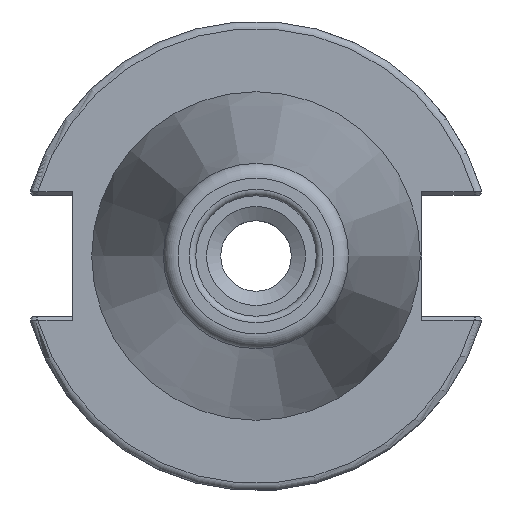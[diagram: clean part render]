
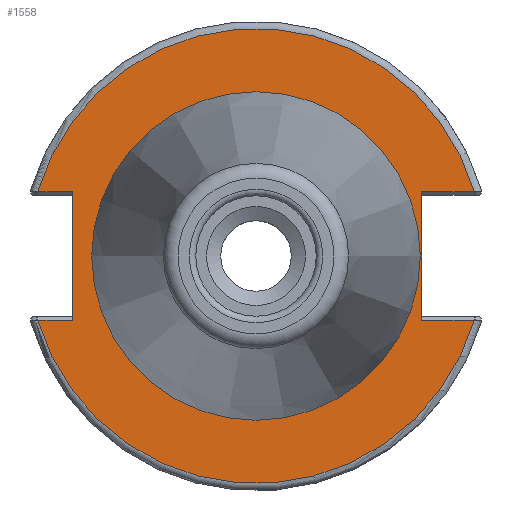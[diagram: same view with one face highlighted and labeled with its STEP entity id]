
A CAD part, left-side view. The second image highlights one B-rep face of the part: STEP entity #1558.
In plain terms, the highlighted planar face has unit normal (-1, 0, 0).
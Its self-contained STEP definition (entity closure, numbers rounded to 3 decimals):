
#65=FACE_BOUND('',#310,.T.);
#74=PLANE('',#1699);
#137=CIRCLE('',#1698,30.775);
#138=CIRCLE('',#1700,30.775);
#139=CIRCLE('',#1701,22.225);
#140=CIRCLE('',#1702,22.225);
#218=FACE_OUTER_BOUND('',#309,.T.);
#309=EDGE_LOOP('',(#1150,#1151,#1152,#1153,#1154,#1155,#1156,#1157));
#310=EDGE_LOOP('',(#1158,#1159));
#396=LINE('',#2485,#495);
#398=LINE('',#2553,#497);
#399=LINE('',#2555,#498);
#400=LINE('',#2559,#499);
#401=LINE('',#2561,#500);
#402=LINE('',#2562,#501);
#495=VECTOR('',#1913,10.);
#497=VECTOR('',#1931,10.);
#498=VECTOR('',#1932,10.);
#499=VECTOR('',#1935,10.);
#500=VECTOR('',#1936,10.);
#501=VECTOR('',#1937,10.);
#662=VERTEX_POINT('',#2478);
#665=VERTEX_POINT('',#2483);
#671=VERTEX_POINT('',#2531);
#673=VERTEX_POINT('',#2552);
#674=VERTEX_POINT('',#2554);
#675=VERTEX_POINT('',#2556);
#676=VERTEX_POINT('',#2558);
#677=VERTEX_POINT('',#2560);
#678=VERTEX_POINT('',#2563);
#679=VERTEX_POINT('',#2564);
#842=EDGE_CURVE('',#665,#662,#396,.T.);
#852=EDGE_CURVE('',#662,#671,#137,.T.);
#855=EDGE_CURVE('',#665,#673,#398,.T.);
#856=EDGE_CURVE('',#674,#673,#399,.T.);
#857=EDGE_CURVE('',#675,#674,#138,.T.);
#858=EDGE_CURVE('',#676,#675,#400,.T.);
#859=EDGE_CURVE('',#676,#677,#401,.T.);
#860=EDGE_CURVE('',#671,#677,#402,.T.);
#861=EDGE_CURVE('',#678,#679,#139,.T.);
#862=EDGE_CURVE('',#679,#678,#140,.T.);
#1150=ORIENTED_EDGE('',*,*,#842,.F.);
#1151=ORIENTED_EDGE('',*,*,#855,.T.);
#1152=ORIENTED_EDGE('',*,*,#856,.F.);
#1153=ORIENTED_EDGE('',*,*,#857,.F.);
#1154=ORIENTED_EDGE('',*,*,#858,.F.);
#1155=ORIENTED_EDGE('',*,*,#859,.T.);
#1156=ORIENTED_EDGE('',*,*,#860,.F.);
#1157=ORIENTED_EDGE('',*,*,#852,.F.);
#1158=ORIENTED_EDGE('',*,*,#861,.T.);
#1159=ORIENTED_EDGE('',*,*,#862,.T.);
#1558=ADVANCED_FACE('',(#218,#65),#74,.T.);
#1698=AXIS2_PLACEMENT_3D('',#2532,#1927,#1928);
#1699=AXIS2_PLACEMENT_3D('',#2551,#1929,#1930);
#1700=AXIS2_PLACEMENT_3D('',#2557,#1933,#1934);
#1701=AXIS2_PLACEMENT_3D('',#2565,#1938,#1939);
#1702=AXIS2_PLACEMENT_3D('',#2566,#1940,#1941);
#1913=DIRECTION('',(0.,-1.,0.));
#1927=DIRECTION('center_axis',(1.,0.,0.));
#1928=DIRECTION('ref_axis',(0.,0.,-1.));
#1929=DIRECTION('center_axis',(-1.,0.,0.));
#1930=DIRECTION('ref_axis',(0.,0.,1.));
#1931=DIRECTION('',(0.,0.,1.));
#1932=DIRECTION('',(0.,1.,0.));
#1933=DIRECTION('center_axis',(1.,0.,0.));
#1934=DIRECTION('ref_axis',(0.,0.,-1.));
#1935=DIRECTION('',(0.,1.,0.));
#1936=DIRECTION('',(0.,0.,-1.));
#1937=DIRECTION('',(0.,-1.,0.));
#1938=DIRECTION('center_axis',(1.,0.,0.));
#1939=DIRECTION('ref_axis',(0.,0.,-1.));
#1940=DIRECTION('center_axis',(1.,0.,0.));
#1941=DIRECTION('ref_axis',(0.,0.,-1.));
#2478=CARTESIAN_POINT('',(3.175,-29.523,-8.69));
#2483=CARTESIAN_POINT('',(3.175,-22.41,-8.69));
#2485=CARTESIAN_POINT('',(3.175,-4.878,-8.69));
#2531=CARTESIAN_POINT('',(3.175,29.523,-8.69));
#2532=CARTESIAN_POINT('Origin',(3.175,0.,
0.));
#2551=CARTESIAN_POINT('Origin',(3.175,30.775,0.));
#2552=CARTESIAN_POINT('',(3.175,-22.41,8.69));
#2553=CARTESIAN_POINT('',(3.175,-22.41,-4.095));
#2554=CARTESIAN_POINT('',(3.175,-29.523,8.69));
#2555=CARTESIAN_POINT('',(3.175,4.182,8.69));
#2556=CARTESIAN_POINT('',(3.175,29.523,8.69));
#2557=CARTESIAN_POINT('Origin',(3.175,0.,
0.));
#2558=CARTESIAN_POINT('',(3.175,24.8,8.69));
#2559=CARTESIAN_POINT('',(3.175,32.958,8.69));
#2560=CARTESIAN_POINT('',(3.175,24.8,-8.69));
#2561=CARTESIAN_POINT('',(3.175,24.8,4.095));
#2562=CARTESIAN_POINT('',(3.175,27.788,-8.69));
#2563=CARTESIAN_POINT('',(3.175,22.225,0.));
#2564=CARTESIAN_POINT('',(3.175,-22.225,0.));
#2565=CARTESIAN_POINT('Origin',(3.175,0.,
0.));
#2566=CARTESIAN_POINT('Origin',(3.175,0.,
0.));
